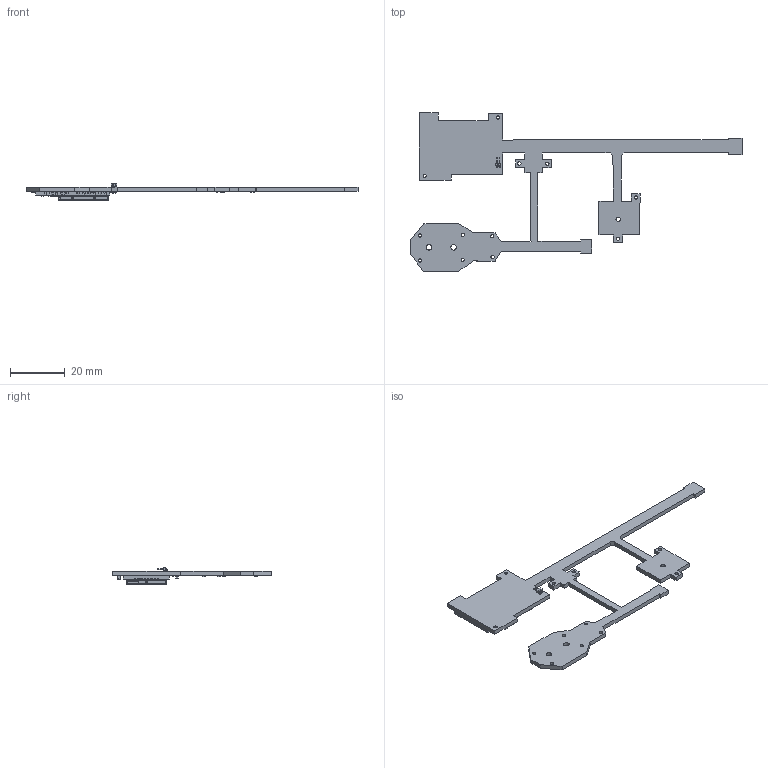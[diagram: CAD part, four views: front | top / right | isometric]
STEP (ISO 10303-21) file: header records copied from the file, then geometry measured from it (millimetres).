
FILE_DESCRIPTION(('KiCad electronic assembly'),'2;1');
FILE_NAME('flexpcb.step','2025-03-07T17:25:58',('Pcbnew'),('Kicad'), 'Open CASCADE STEP processor 7.7','KiCad to STEP converter','Unknown' );
FILE_SCHEMA(('AUTOMOTIVE_DESIGN { 1 0 10303 214 1 1 1 1 }'));
Length unit declared in the file: millimetre
Products named in the file (14): flexpcb 1; PinHeader_1x02_P1.00mm_Horizontal; PinHeader_1x02_P100mm_Horizontal; R_0402_1005Metric; C_0402_1005Metric; C_0805_2012Metric; LED_0603_1608Metric; Download_STP_WIRL-PRO8-2609011081001 (rev1); 2609011081001; flexpcb_PCB
Assembly tree (26 placements, depth 3):
  flexpcb 1
    PinHeader_1x02_P1.00mm_Horizontal
      PinHeader_1x02_P100mm_Horizontal
    R_0402_1005Metric  x8
      R_0402_1005Metric
    C_0402_1005Metric  x6
      C_0402_1005Metric
    C_0805_2012Metric
      C_0805_2012Metric
    LED_0603_1608Metric  x2
      LED_0603_1608Metric
    Download_STP_WIRL-PRO8-2609011081001 (rev1)
      2609011081001
    flexpcb_PCB
Bounding box: 121.74 x 58.11 x 6.22 mm (x, y, z)
Volume: 3927.1 mm3; surface area: 7612.5 mm2
Topology: 65 solids, 65 shells, 1505 faces, 3774 edges, 2432 vertices
Faces by surface type: plane 1099, cylinder 358, torus 18, bspline 12, cone 12, revolution 6
Full cylindrical faces by diameter (mm): 0.5 x2, 0.8 x6, 1.2 x12, 1.6 x1, 2 x2
Entity records: 35354 total; most frequent: CARTESIAN_POINT 6307, ORIENTED_EDGE 5594, DIRECTION 5525, EDGE_CURVE 2797, LINE 2227, VECTOR 2227, VERTEX_POINT 1798, AXIS2_PLACEMENT_3D 1646
